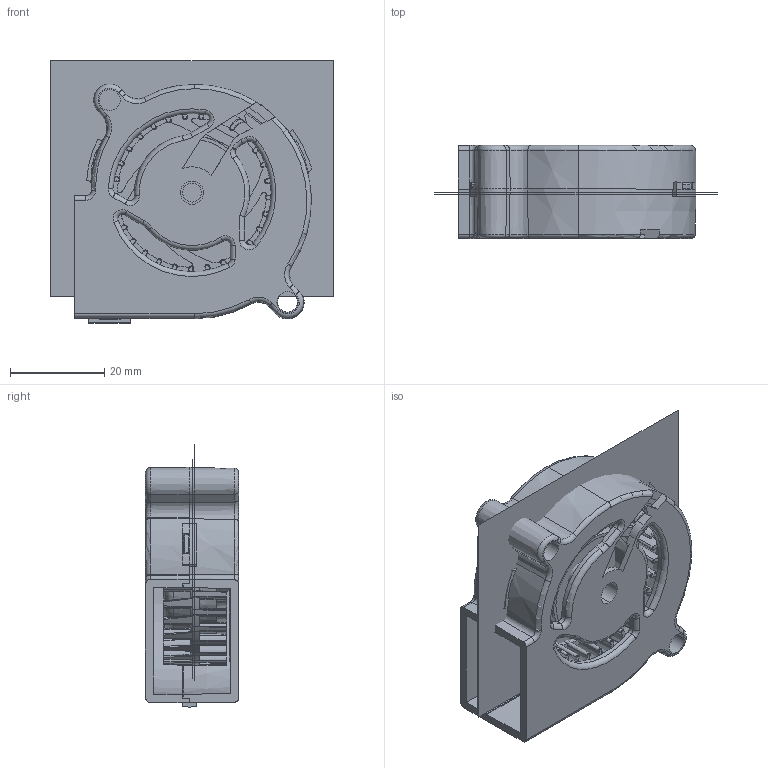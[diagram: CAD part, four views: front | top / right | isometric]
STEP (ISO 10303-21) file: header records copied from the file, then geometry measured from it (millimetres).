
FILE_DESCRIPTION((''),'2;1');
FILE_NAME('5020_ASM','2019-04-26T',('Administrator'),(''),'PRO/ENGINEER BY PARAMETRIC TECHNOLOGY CORPORATION, 2010280','PRO/ENGINEER BY PARAMETRIC TECHNOLOGY CORPORATION, 2010280','');
FILE_SCHEMA(('CONFIG_CONTROL_DESIGN'));
Products named in the file (5): _50202BXG-BOT_12; WK1_21; WK_22; ASM0001-1_ASM_28_ASM; 5020_ASM
Assembly tree (4 placements, depth 3):
  5020_ASM
    ASM0001-1_ASM_28_ASM
      _50202BXG-BOT_12
      WK1_21
      WK_22
Bounding box: 60 x 19.8 x 55.72 mm (x, y, z)
Volume: 13492.1 mm3; surface area: 41935.5 mm2
Topology: 3 solids, 7 shells, 1752 faces, 4681 edges, 2913 vertices
Faces by surface type: plane 485, torus 461, cone 377, cylinder 290, bspline 110, sphere 29
Entity records: 65869 total; most frequent: CARTESIAN_POINT 22739, ORIENTED_EDGE 9310, DIRECTION 9211, EDGE_CURVE 4659, AXIS2_PLACEMENT_3D 4055, VERTEX_POINT 2913, CIRCLE 2395, EDGE_LOOP 1820
